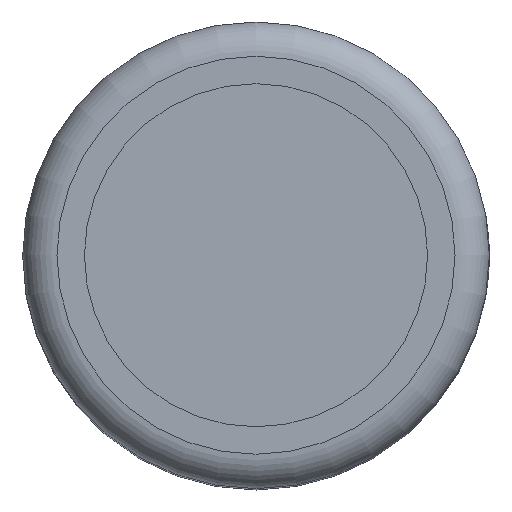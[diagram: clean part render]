
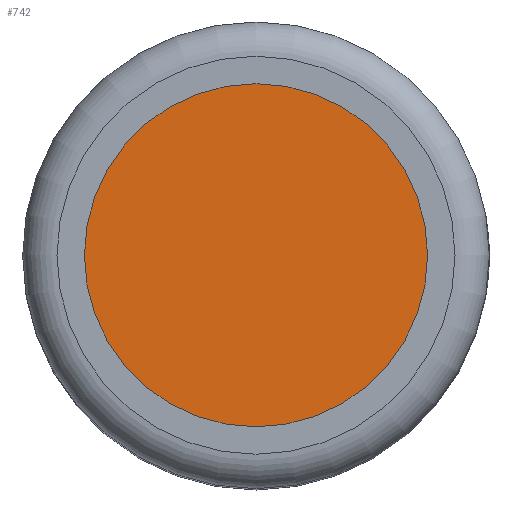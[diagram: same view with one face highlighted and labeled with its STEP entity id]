
A CAD part, top view. The second image highlights one B-rep face of the part: STEP entity #742.
In plain terms, the highlighted planar face has unit normal (0, 0, 1).
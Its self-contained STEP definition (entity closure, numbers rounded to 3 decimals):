
#151=PLANE($,#849);
#219=FACE_OUTER_BOUND($,#291,.T.);
#291=EDGE_LOOP($,(#633));
#337=CIRCLE($,#847,2.5);
#395=VERTEX_POINT($,#1273);
#477=EDGE_CURVE($,#395,#395,#337,.T.);
#633=ORIENTED_EDGE($,*,*,#477,.T.);
#742=ADVANCED_FACE($,(#219),#151,.T.);
#847=AXIS2_PLACEMENT_3D($,#1274,#1054,#1055);
#849=AXIS2_PLACEMENT_3D($,#1276,#1058,#1059);
#1054=DIRECTION('center_axis',(0.,0.,1.));
#1055=DIRECTION('ref_axis',(1.,0.,0.));
#1058=DIRECTION('center_axis',(0.,0.,1.));
#1059=DIRECTION('ref_axis',(1.,0.,0.));
#1273=CARTESIAN_POINT('',(2.5,0.,12.4));
#1274=CARTESIAN_POINT('Origin',(0.,0.,12.4));
#1276=CARTESIAN_POINT('Origin',(0.,0.,12.4));
